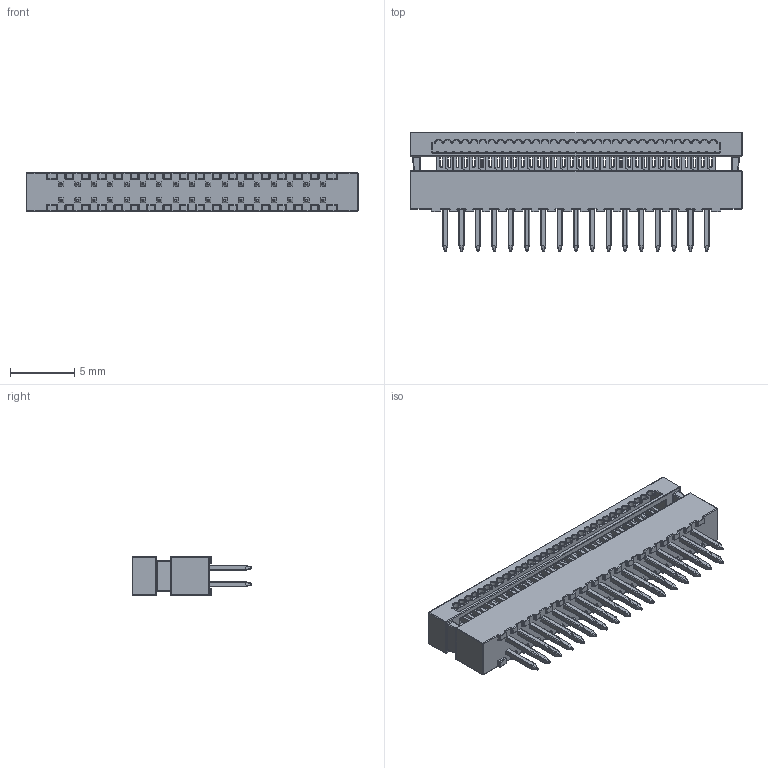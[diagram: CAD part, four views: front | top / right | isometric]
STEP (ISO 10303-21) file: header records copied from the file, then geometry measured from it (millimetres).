
FILE_DESCRIPTION (( 'STEP AP214' ), '1' );
FILE_NAME ('M50-3801742.STEP', '2018-02-01T20:06:48', ( '' ), ( '' ), 'SwSTEP 2.0', 'SolidWorks 2014', '' );
FILE_SCHEMA (( 'AUTOMOTIVE_DESIGN' ));
Length unit declared in the file: millimetre
Products named in the file (1): M50-3801742
Bounding box: 25.79 x 9.3 x 3 mm (x, y, z)
Volume: 318.8 mm3; surface area: 992.1 mm2
Topology: 2 solids, 2 shells, 4516 faces, 10721 edges, 5574 vertices
Faces by surface type: cylinder 2191, plane 1107, sphere 708, torus 370, bspline 140
Entity records: 147946 total; most frequent: CARTESIAN_POINT 24572, DIRECTION 21683, ORIENTED_EDGE 20026, EDGE_CURVE 10013, AXIS2_PLACEMENT_3D 8269, VERTEX_POINT 5574, VECTOR 5145, LINE 5145
